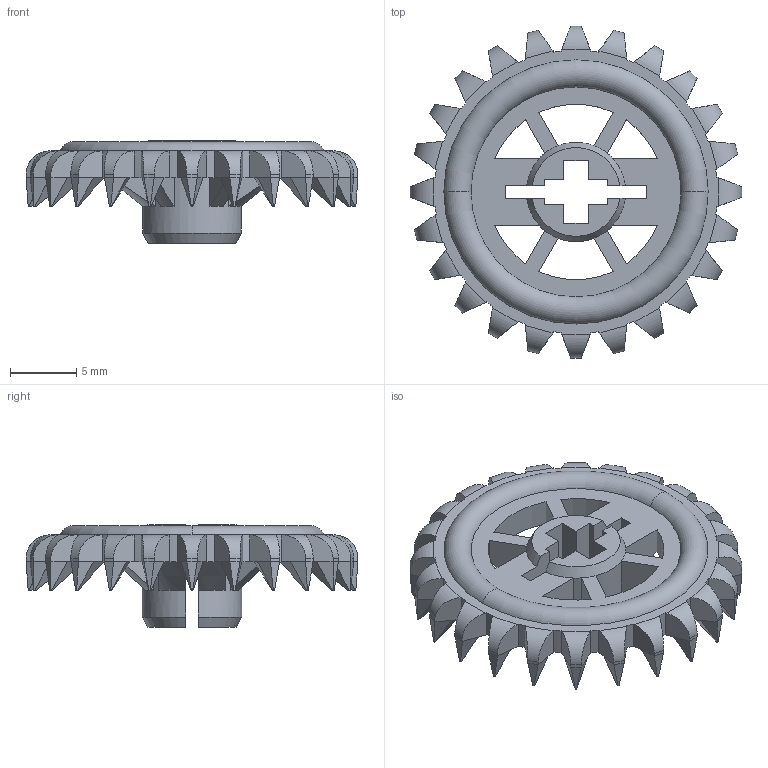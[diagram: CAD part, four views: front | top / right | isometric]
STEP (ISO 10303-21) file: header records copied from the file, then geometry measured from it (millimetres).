
FILE_DESCRIPTION((''),'1');
FILE_NAME('GEAR_24_B','2000-08-24T',('ujkopena'),(''),'PRO/ENGINEER BY PARAMETRIC TECHNOLOGY CORPORATION, 1999390','PRO/ENGINEER BY PARAMETRIC TECHNOLOGY CORPORATION, 1999390','');
FILE_SCHEMA(('CONFIG_CONTROL_DESIGN'));
Length unit declared in the file: metre
Products named in the file (1): GEAR_24_B
Bounding box: 25.02 x 25.02 x 7.72 mm (x, y, z)
Volume: 1006.5 mm3; surface area: 1581.5 mm2
Topology: 1 solids, 1 shells, 323 faces, 888 edges, 556 vertices
Faces by surface type: plane 207, cylinder 56, bspline 48, cone 10, torus 2
Entity records: 11348 total; most frequent: CARTESIAN_POINT 3343, ORIENTED_EDGE 1776, DIRECTION 1464, EDGE_CURVE 888, VECTOR 714, LINE 714, VERTEX_POINT 556, AXIS2_PLACEMENT_3D 375
